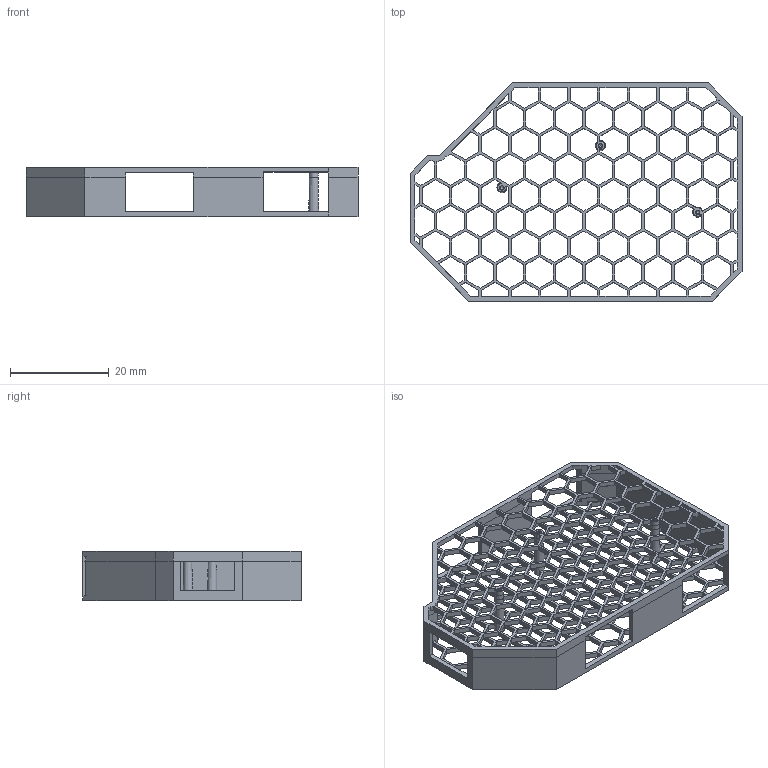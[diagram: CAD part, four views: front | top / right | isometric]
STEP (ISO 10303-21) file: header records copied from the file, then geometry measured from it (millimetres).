
FILE_DESCRIPTION(/* description */ (''),/* implementation_level */ '2;1');
FILE_NAME(/* name */ '4-Port USB Type-A PCB Case v4.step',/* time_stamp */ '2024-08-31T00:22:59+02:00',/* author */ (''),/* organization */ (''),/* preprocessor_version */ 'ST-DEVELOPER v20',/* originating_system */ 'Autodesk Translation Framework v13.14.0.145',/* authorisation */ '');
FILE_SCHEMA (('AUTOMOTIVE_DESIGN { 1 0 10303 214 3 1 1 }'));
Products named in the file (1): 4-Port USB Type-A PCB Case
Bounding box: 67.2 x 44.19 x 10 mm (x, y, z)
Volume: 2285.2 mm3; surface area: 8494.3 mm2
Topology: 2 solids, 2 shells, 1324 faces, 4170 edges, 2774 vertices
Faces by surface type: plane 1142, cylinder 161, bspline 12, cone 9
Full cylindrical faces by diameter (mm): 0.769 x30, 1.053 x6, 1.054 x12
Entity records: 55308 total; most frequent: CARTESIAN_POINT 18238, ORIENTED_EDGE 8334, DIRECTION 6518, EDGE_CURVE 4167, LINE 3758, VECTOR 3758, VERTEX_POINT 2774, EDGE_LOOP 1645
